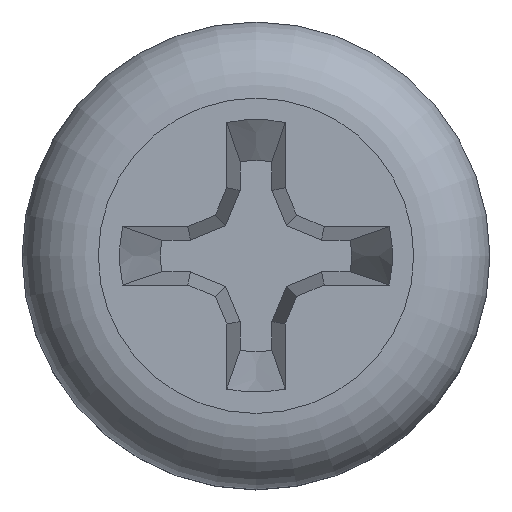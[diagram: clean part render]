
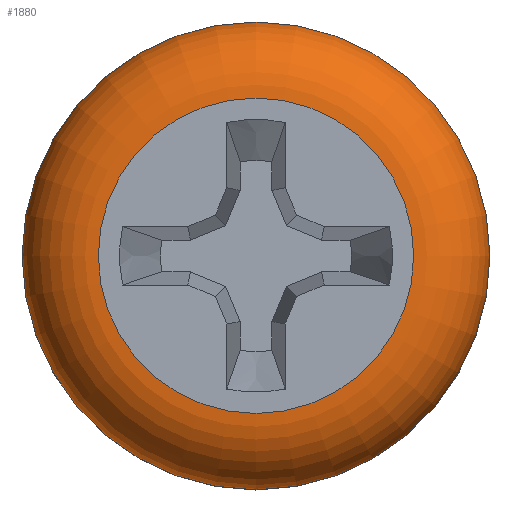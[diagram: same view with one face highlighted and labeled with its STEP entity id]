
A CAD part, top view. The second image highlights one B-rep face of the part: STEP entity #1880.
In plain terms, the highlighted toroidal (fillet/blend) face has major radius 4.045 mm and minor radius 1.955 mm.
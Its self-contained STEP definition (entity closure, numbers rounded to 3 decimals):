
#39=TOROIDAL_SURFACE('',#2009,4.045,1.955);
#194=FACE_OUTER_BOUND('',#294,.T.);
#294=EDGE_LOOP('',(#1445,#1446,#1447,#1448,#1449,#1450,#1451));
#333=CIRCLE('',#2010,6.);
#334=CIRCLE('',#2011,6.);
#335=CIRCLE('',#2012,1.955);
#336=CIRCLE('',#2013,4.045);
#337=CIRCLE('',#2014,4.045);
#338=CIRCLE('',#2015,6.);
#811=VERTEX_POINT('',#11200);
#812=VERTEX_POINT('',#11201);
#813=VERTEX_POINT('',#11203);
#814=VERTEX_POINT('',#11205);
#815=VERTEX_POINT('',#11207);
#1080=EDGE_CURVE('',#811,#812,#333,.T.);
#1081=EDGE_CURVE('',#813,#811,#334,.T.);
#1082=EDGE_CURVE('',#813,#814,#335,.T.);
#1083=EDGE_CURVE('',#814,#815,#336,.T.);
#1084=EDGE_CURVE('',#815,#814,#337,.T.);
#1085=EDGE_CURVE('',#812,#813,#338,.T.);
#1445=ORIENTED_EDGE('',*,*,#1080,.F.);
#1446=ORIENTED_EDGE('',*,*,#1081,.F.);
#1447=ORIENTED_EDGE('',*,*,#1082,.T.);
#1448=ORIENTED_EDGE('',*,*,#1083,.T.);
#1449=ORIENTED_EDGE('',*,*,#1084,.T.);
#1450=ORIENTED_EDGE('',*,*,#1082,.F.);
#1451=ORIENTED_EDGE('',*,*,#1085,.F.);
#1880=ADVANCED_FACE('',(#194),#39,.T.);
#2009=AXIS2_PLACEMENT_3D('',#11199,#2283,#2284);
#2010=AXIS2_PLACEMENT_3D('',#11202,#2285,#2286);
#2011=AXIS2_PLACEMENT_3D('',#11204,#2287,#2288);
#2012=AXIS2_PLACEMENT_3D('',#11206,#2289,#2290);
#2013=AXIS2_PLACEMENT_3D('',#11208,#2291,#2292);
#2014=AXIS2_PLACEMENT_3D('',#11209,#2293,#2294);
#2015=AXIS2_PLACEMENT_3D('',#11210,#2295,#2296);
#2283=DIRECTION('center_axis',(0.,0.,-1.));
#2284=DIRECTION('ref_axis',(0.,1.,0.));
#2285=DIRECTION('center_axis',(0.,0.,-1.));
#2286=DIRECTION('ref_axis',(0.,1.,0.));
#2287=DIRECTION('center_axis',(0.,0.,-1.));
#2288=DIRECTION('ref_axis',(0.,1.,0.));
#2289=DIRECTION('center_axis',(-1.,0.,0.));
#2290=DIRECTION('ref_axis',(0.,-1.,0.));
#2291=DIRECTION('center_axis',(0.,0.,-1.));
#2292=DIRECTION('ref_axis',(0.,1.,0.));
#2293=DIRECTION('center_axis',(0.,0.,-1.));
#2294=DIRECTION('ref_axis',(0.,1.,0.));
#2295=DIRECTION('center_axis',(0.,0.,-1.));
#2296=DIRECTION('ref_axis',(0.,1.,0.));
#11199=CARTESIAN_POINT('Origin',(0.,0.,2.645));
#11200=CARTESIAN_POINT('',(-6.,0.,2.645));
#11201=CARTESIAN_POINT('',(6.,0.,2.645));
#11202=CARTESIAN_POINT('Origin',(0.,0.,2.645));
#11203=CARTESIAN_POINT('',(0.,-6.,2.645));
#11204=CARTESIAN_POINT('Origin',(0.,0.,2.645));
#11205=CARTESIAN_POINT('',(0.,-4.045,4.6));
#11206=CARTESIAN_POINT('Origin',(0.,-4.045,2.645));
#11207=CARTESIAN_POINT('',(0.,4.045,4.6));
#11208=CARTESIAN_POINT('Origin',(0.,0.,4.6));
#11209=CARTESIAN_POINT('Origin',(0.,0.,4.6));
#11210=CARTESIAN_POINT('Origin',(0.,0.,2.645));
